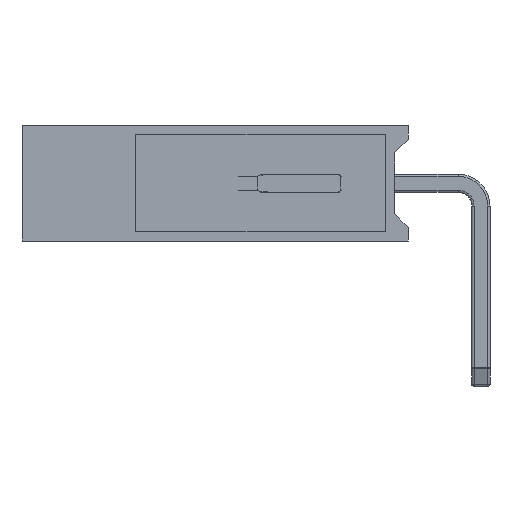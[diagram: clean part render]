
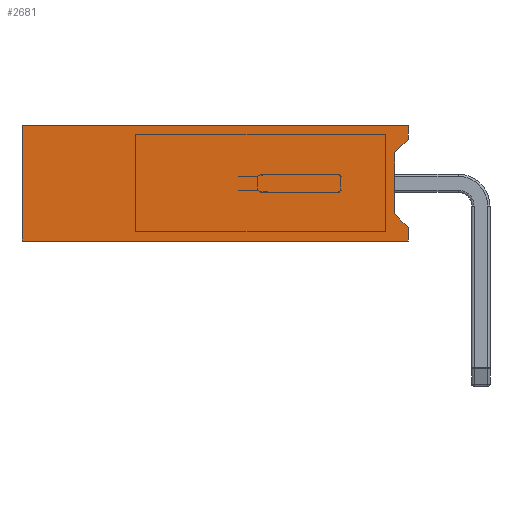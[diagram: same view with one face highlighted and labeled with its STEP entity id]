
A CAD part, left-side view. The second image highlights one B-rep face of the part: STEP entity #2681.
In plain terms, the highlighted planar face has unit normal (-1, 0, 0).
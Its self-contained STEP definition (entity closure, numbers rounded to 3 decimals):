
#174=PLANE('',#2919);
#249=FACE_OUTER_BOUND('',#412,.T.);
#412=EDGE_LOOP('',(#1781,#1782,#1783,#1784,#1785,#1786,#1787,#1788));
#579=LINE('',#4215,#777);
#583=LINE('',#4223,#781);
#589=LINE('',#4238,#787);
#600=LINE('',#4258,#798);
#601=LINE('',#4261,#799);
#604=LINE('',#4267,#802);
#605=LINE('',#4269,#803);
#606=LINE('',#4270,#804);
#777=VECTOR('',#3319,10.);
#781=VECTOR('',#3325,10.);
#787=VECTOR('',#3337,10.);
#798=VECTOR('',#3354,10.);
#799=VECTOR('',#3357,10.);
#802=VECTOR('',#3362,10.);
#803=VECTOR('',#3363,10.);
#804=VECTOR('',#3364,10.);
#1131=VERTEX_POINT('',#4213);
#1132=VERTEX_POINT('',#4214);
#1135=VERTEX_POINT('',#4222);
#1141=VERTEX_POINT('',#4237);
#1147=VERTEX_POINT('',#4256);
#1148=VERTEX_POINT('',#4260);
#1150=VERTEX_POINT('',#4266);
#1151=VERTEX_POINT('',#4268);
#1355=EDGE_CURVE('',#1131,#1132,#579,.T.);
#1359=EDGE_CURVE('',#1135,#1132,#583,.T.);
#1367=EDGE_CURVE('',#1135,#1141,#589,.T.);
#1378=EDGE_CURVE('',#1131,#1147,#600,.T.);
#1379=EDGE_CURVE('',#1148,#1141,#601,.T.);
#1382=EDGE_CURVE('',#1147,#1150,#604,.T.);
#1383=EDGE_CURVE('',#1151,#1150,#605,.T.);
#1384=EDGE_CURVE('',#1148,#1151,#606,.T.);
#1781=ORIENTED_EDGE('',*,*,#1359,.T.);
#1782=ORIENTED_EDGE('',*,*,#1355,.F.);
#1783=ORIENTED_EDGE('',*,*,#1378,.T.);
#1784=ORIENTED_EDGE('',*,*,#1382,.T.);
#1785=ORIENTED_EDGE('',*,*,#1383,.F.);
#1786=ORIENTED_EDGE('',*,*,#1384,.F.);
#1787=ORIENTED_EDGE('',*,*,#1379,.T.);
#1788=ORIENTED_EDGE('',*,*,#1367,.F.);
#2681=ADVANCED_FACE('',(#249),#174,.T.);
#2919=AXIS2_PLACEMENT_3D('',#4265,#3360,#3361);
#3319=DIRECTION('',(0.,0.707,-0.707));
#3325=DIRECTION('',(0.,0.,1.));
#3337=DIRECTION('',(0.,-0.707,-0.707));
#3354=DIRECTION('',(0.,0.,1.));
#3357=DIRECTION('',(0.,0.,1.));
#3360=DIRECTION('center_axis',(-1.,0.,0.));
#3361=DIRECTION('ref_axis',(0.,0.,
1.));
#3362=DIRECTION('',(0.,1.,0.));
#3363=DIRECTION('',(0.,0.,1.));
#3364=DIRECTION('',(0.,1.,0.));
#4213=CARTESIAN_POINT('',(-1.27,1.6,2.24));
#4214=CARTESIAN_POINT('',(-1.27,1.9,1.94));
#4215=CARTESIAN_POINT('',(-1.27,2.235,1.605));
#4222=CARTESIAN_POINT('',(-1.27,1.9,0.6));
#4223=CARTESIAN_POINT('',(-1.27,1.9,0.635));
#4237=CARTESIAN_POINT('',(-1.27,1.6,0.3));
#4238=CARTESIAN_POINT('',(-1.27,1.6,0.3));
#4256=CARTESIAN_POINT('',(-1.27,1.6,2.54));
#4258=CARTESIAN_POINT('',(-1.27,1.6,0.));
#4260=CARTESIAN_POINT('',(-1.27,1.6,0.));
#4261=CARTESIAN_POINT('',(-1.27,1.6,0.));
#4265=CARTESIAN_POINT('Origin',(-1.27,1.6,0.));
#4266=CARTESIAN_POINT('',(-1.27,10.1,2.54));
#4267=CARTESIAN_POINT('',(-1.27,1.6,2.54));
#4268=CARTESIAN_POINT('',(-1.27,10.1,0.));
#4269=CARTESIAN_POINT('',(-1.27,10.1,0.));
#4270=CARTESIAN_POINT('',(-1.27,1.6,0.));
